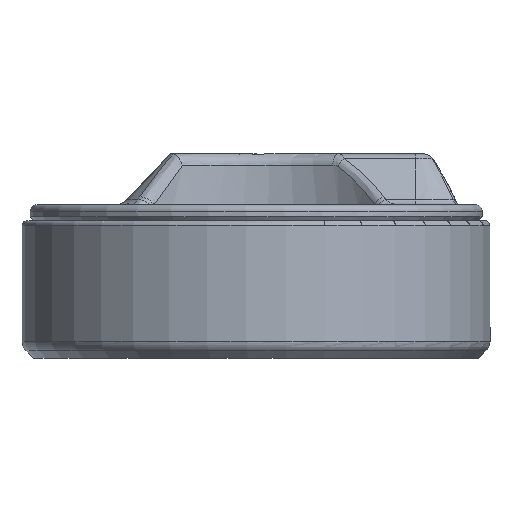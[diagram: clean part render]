
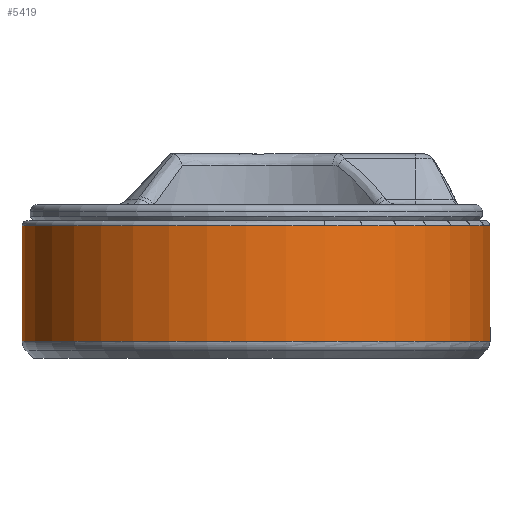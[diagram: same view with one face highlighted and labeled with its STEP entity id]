
A CAD part, left-side view. The second image highlights one B-rep face of the part: STEP entity #5419.
In plain terms, the highlighted cylindrical face has radius 29 mm (diameter 58 mm), a partial arc.
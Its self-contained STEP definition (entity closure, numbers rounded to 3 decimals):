
#339=FACE_OUTER_BOUND('',#675,.T.);
#675=EDGE_LOOP('',(#3877,#3878,#3879,#3880));
#973=CIRCLE('',#5788,29.);
#980=CIRCLE('',#5802,29.);
#1501=LINE('',#10461,#1864);
#1503=LINE('',#10465,#1866);
#1864=VECTOR('',#6582,10.);
#1866=VECTOR('',#6586,10.);
#2318=VERTEX_POINT('',#10408);
#2319=VERTEX_POINT('',#10409);
#2329=VERTEX_POINT('',#10460);
#2330=VERTEX_POINT('',#10464);
#2905=EDGE_CURVE('',#2318,#2319,#973,.T.);
#2923=EDGE_CURVE('',#2329,#2319,#1501,.T.);
#2925=EDGE_CURVE('',#2318,#2330,#1503,.T.);
#2926=EDGE_CURVE('',#2329,#2330,#980,.T.);
#3877=ORIENTED_EDGE('',*,*,#2905,.F.);
#3878=ORIENTED_EDGE('',*,*,#2925,.T.);
#3879=ORIENTED_EDGE('',*,*,#2926,.F.);
#3880=ORIENTED_EDGE('',*,*,#2923,.T.);
#5268=CYLINDRICAL_SURFACE('',#5801,29.);
#5419=ADVANCED_FACE('',(#339),#5268,.T.);
#5788=AXIS2_PLACEMENT_3D('',#10410,#6548,#6549);
#5801=AXIS2_PLACEMENT_3D('',#10463,#6584,#6585);
#5802=AXIS2_PLACEMENT_3D('',#10466,#6587,#6588);
#6548=DIRECTION('center_axis',(0.,0.,-1.));
#6549=DIRECTION('ref_axis',(-0.928,-0.371,0.));
#6582=DIRECTION('',(0.,0.,-1.));
#6584=DIRECTION('center_axis',(0.,0.,1.));
#6585=DIRECTION('ref_axis',(-0.928,-0.371,0.));
#6586=DIRECTION('',(0.,0.,1.));
#6587=DIRECTION('center_axis',(0.,0.,1.));
#6588=DIRECTION('ref_axis',(-0.928,-0.371,0.));
#10408=CARTESIAN_POINT('',(48.,7.,1.104));
#10409=CARTESIAN_POINT('',(28.,57.,1.104));
#10410=CARTESIAN_POINT('Origin',(28.,28.,1.104));
#10460=CARTESIAN_POINT('',(28.,57.,15.4));
#10461=CARTESIAN_POINT('',(28.,57.,0.));
#10463=CARTESIAN_POINT('Origin',(28.,28.,0.));
#10464=CARTESIAN_POINT('',(48.,7.,15.4));
#10465=CARTESIAN_POINT('',(48.,7.,0.));
#10466=CARTESIAN_POINT('Origin',(28.,28.,15.4));
